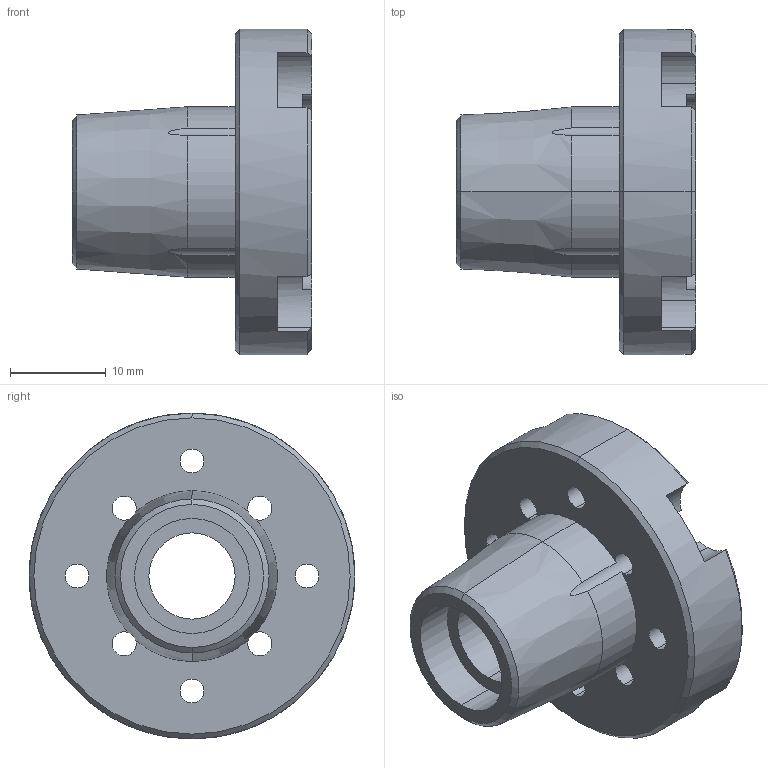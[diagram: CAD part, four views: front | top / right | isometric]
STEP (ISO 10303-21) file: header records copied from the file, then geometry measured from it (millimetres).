
FILE_DESCRIPTION (( 'STEP AP203' ), '1' );
FILE_NAME ('Moyeu AV Inox - Baton centre-2.STEP', '2020-06-16T08:12:14', ( '' ), ( '' ), 'SwSTEP 2.0', 'SolidWorks 2020', '' );
FILE_SCHEMA (( 'CONFIG_CONTROL_DESIGN' ));
Length unit declared in the file: millimetre
Products named in the file (1): Moyeu AV Inox - Baton centre-2
Bounding box: 25 x 34 x 34 mm (x, y, z)
Volume: 8291.5 mm3; surface area: 4641 mm2
Topology: 1 solids, 1 shells, 81 faces, 232 edges, 152 vertices
Faces by surface type: cylinder 47, plane 21, cone 13
Entity records: 2923 total; most frequent: CARTESIAN_POINT 590, DIRECTION 512, ORIENTED_EDGE 464, EDGE_CURVE 232, AXIS2_PLACEMENT_3D 210, VERTEX_POINT 152, CIRCLE 128, EDGE_LOOP 98
